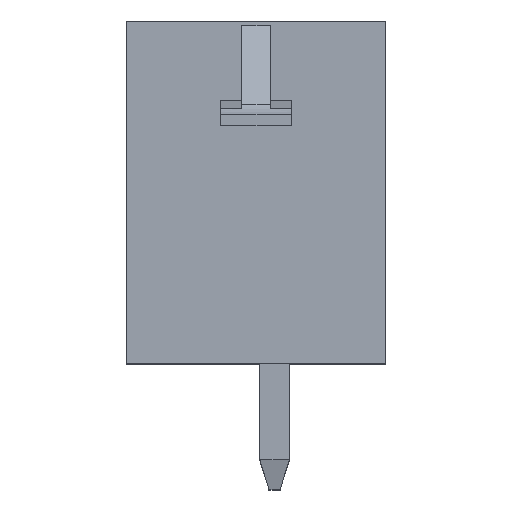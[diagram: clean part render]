
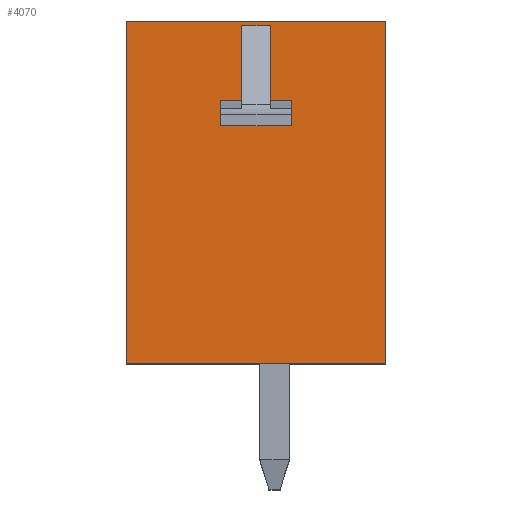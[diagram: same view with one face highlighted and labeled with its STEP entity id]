
A CAD part, top view. The second image highlights one B-rep face of the part: STEP entity #4070.
In plain terms, the highlighted planar face has unit normal (0, 0, 1).
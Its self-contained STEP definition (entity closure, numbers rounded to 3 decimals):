
#1=DIRECTION('',(1.,0.,0.));
#2=VECTOR('',#1,7.);
#3=CARTESIAN_POINT('',(-3.6,-3.853,0.));
#4=LINE('',#3,#2);
#5=DIRECTION('',(0.,-1.,0.));
#6=VECTOR('',#5,9.2);
#7=CARTESIAN_POINT('',(-3.6,5.347,0.));
#8=LINE('',#7,#6);
#9=DIRECTION('',(-1.,0.,0.));
#10=VECTOR('',#9,7.);
#11=CARTESIAN_POINT('',(3.4,5.347,0.));
#12=LINE('',#11,#10);
#13=DIRECTION('',(0.,1.,0.));
#14=VECTOR('',#13,9.2);
#15=CARTESIAN_POINT('',(3.4,-3.853,0.));
#16=LINE('',#15,#14);
#17=DIRECTION('',(0.,1.,0.));
#18=VECTOR('',#17,0.495);
#19=CARTESIAN_POINT('',(0.85,2.747,0.));
#20=LINE('',#19,#18);
#21=DIRECTION('',(-1.,0.,0.));
#22=VECTOR('',#21,0.76);
#23=CARTESIAN_POINT('',(0.28,5.244,0.));
#24=LINE('',#23,#22);
#25=DIRECTION('',(1.,0.,0.));
#26=VECTOR('',#25,0.57);
#27=CARTESIAN_POINT('',(-1.05,3.242,0.));
#28=LINE('',#27,#26);
#29=DIRECTION('',(0.,1.,0.));
#30=VECTOR('',#29,0.495);
#31=CARTESIAN_POINT('',(-1.05,2.747,0.));
#32=LINE('',#31,#30);
#33=DIRECTION('',(-1.,0.,0.));
#34=VECTOR('',#33,1.9);
#35=CARTESIAN_POINT('',(0.85,2.747,0.));
#36=LINE('',#35,#34);
#3030=DIRECTION('',(-1.,0.,0.));
#3031=VECTOR('',#3030,0.57);
#3032=CARTESIAN_POINT('',(0.85,3.242,0.));
#3033=LINE('',#3032,#3031);
#3034=DIRECTION('',(0.,-1.,0.));
#3035=VECTOR('',#3034,2.002);
#3036=CARTESIAN_POINT('',(0.28,5.244,0.));
#3037=LINE('',#3036,#3035);
#3101=DIRECTION('',(0.,1.,0.));
#3102=VECTOR('',#3101,2.002);
#3103=CARTESIAN_POINT('',(-0.48,3.242,0.));
#3104=LINE('',#3103,#3102);
#3113=CARTESIAN_POINT('',(-3.6,-3.853,0.));
#3114=CARTESIAN_POINT('',(3.4,-3.853,0.));
#3115=VERTEX_POINT('',#3113);
#3116=VERTEX_POINT('',#3114);
#3117=CARTESIAN_POINT('',(3.4,5.347,0.));
#3118=VERTEX_POINT('',#3117);
#3119=CARTESIAN_POINT('',(-3.6,5.347,0.));
#3120=VERTEX_POINT('',#3119);
#4009=CARTESIAN_POINT('',(0.85,2.747,0.));
#4010=VERTEX_POINT('',#4009);
#4011=CARTESIAN_POINT('',(-1.05,2.747,0.));
#4012=VERTEX_POINT('',#4011);
#4014=CARTESIAN_POINT('',(-0.48,3.242,0.));
#4016=VERTEX_POINT('',#4014);
#4017=CARTESIAN_POINT('',(-0.48,5.244,0.));
#4018=VERTEX_POINT('',#4017);
#4019=CARTESIAN_POINT('',(-1.05,3.242,0.));
#4020=VERTEX_POINT('',#4019);
#4025=CARTESIAN_POINT('',(0.28,5.244,0.));
#4026=CARTESIAN_POINT('',(0.28,3.242,0.));
#4027=VERTEX_POINT('',#4025);
#4028=VERTEX_POINT('',#4026);
#4031=CARTESIAN_POINT('',(0.85,3.242,0.));
#4032=VERTEX_POINT('',#4031);
#4037=CARTESIAN_POINT('',(0.,0.,0.));
#4038=DIRECTION('',(0.,0.,1.));
#4039=DIRECTION('',(1.,0.,0.));
#4040=AXIS2_PLACEMENT_3D('',#4037,#4038,#4039);
#4041=PLANE('',#4040);
#4043=ORIENTED_EDGE('',*,*,#4042,.F.);
#4045=ORIENTED_EDGE('',*,*,#4044,.F.);
#4047=ORIENTED_EDGE('',*,*,#4046,.F.);
#4049=ORIENTED_EDGE('',*,*,#4048,.F.);
#4050=EDGE_LOOP('',(#4043,#4045,#4047,#4049));
#4051=FACE_OUTER_BOUND('',#4050,.F.);
#4053=ORIENTED_EDGE('',*,*,#4052,.T.);
#4055=ORIENTED_EDGE('',*,*,#4054,.T.);
#4057=ORIENTED_EDGE('',*,*,#4056,.F.);
#4059=ORIENTED_EDGE('',*,*,#4058,.T.);
#4061=ORIENTED_EDGE('',*,*,#4060,.F.);
#4063=ORIENTED_EDGE('',*,*,#4062,.F.);
#4065=ORIENTED_EDGE('',*,*,#4064,.F.);
#4067=ORIENTED_EDGE('',*,*,#4066,.F.);
#4068=EDGE_LOOP('',(#4053,#4055,#4057,#4059,#4061,#4063,#4065,#4067));
#4069=FACE_BOUND('',#4068,.F.);
#4042=EDGE_CURVE('',#3115,#3116,#4,.T.);
#4044=EDGE_CURVE('',#3120,#3115,#8,.T.);
#4046=EDGE_CURVE('',#3118,#3120,#12,.T.);
#4048=EDGE_CURVE('',#3116,#3118,#16,.T.);
#4052=EDGE_CURVE('',#4010,#4032,#20,.T.);
#4054=EDGE_CURVE('',#4032,#4028,#3033,.T.);
#4056=EDGE_CURVE('',#4027,#4028,#3037,.T.);
#4058=EDGE_CURVE('',#4027,#4018,#24,.T.);
#4060=EDGE_CURVE('',#4016,#4018,#3104,.T.);
#4062=EDGE_CURVE('',#4020,#4016,#28,.T.);
#4064=EDGE_CURVE('',#4012,#4020,#32,.T.);
#4066=EDGE_CURVE('',#4010,#4012,#36,.T.);
#4070=ADVANCED_FACE('',(#4051,#4069),#4041,.T.);
